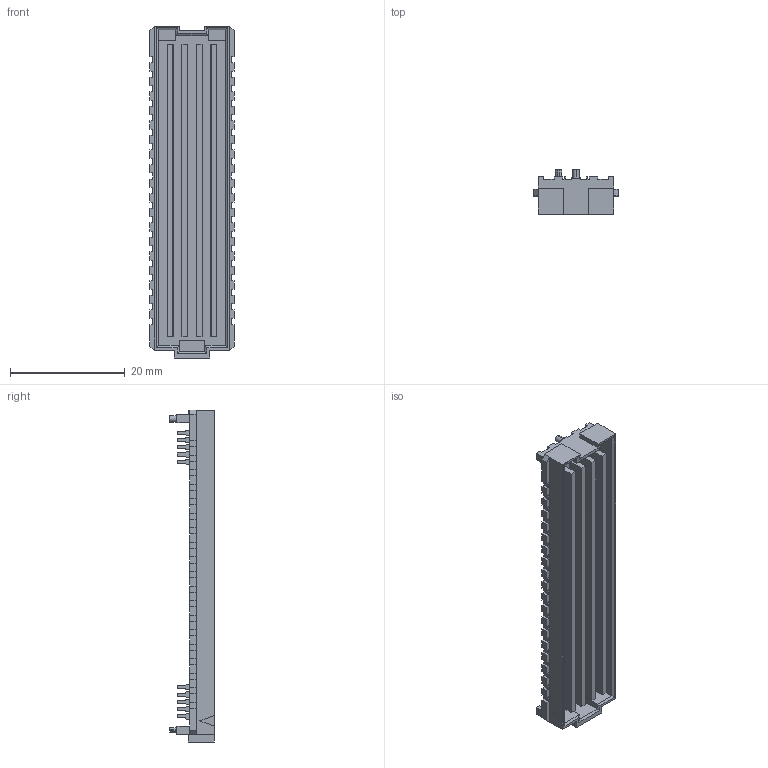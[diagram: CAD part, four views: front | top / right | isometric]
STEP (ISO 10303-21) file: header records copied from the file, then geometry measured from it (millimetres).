
FILE_DESCRIPTION((''),'2;1');
FILE_NAME('459714305','2013-11-21T',('me'),(''),'PRO/ENGINEER BY PARAMETRIC TECHNOLOGY CORPORATION, 2011490','PRO/ENGINEER BY PARAMETRIC TECHNOLOGY CORPORATION, 2011490','');
FILE_SCHEMA(('CONFIG_CONTROL_DESIGN'));
Length unit declared in the file: inch
Products named in the file (1): 459714305
Bounding box: 14.68 x 7.82 x 57.96 mm (x, y, z)
Volume: 1993.2 mm3; surface area: 4215.2 mm2
Topology: 1 solids, 1 shells, 774 faces, 2485 edges, 1760 vertices
Faces by surface type: plane 728, cylinder 46
Entity records: 26866 total; most frequent: CARTESIAN_POINT 4696, DIRECTION 4453, ORIENTED_EDGE 4322, EDGE_CURVE 2161, VECTOR 2067, LINE 2067, VERTEX_POINT 1436, AXIS2_PLACEMENT_3D 1193
